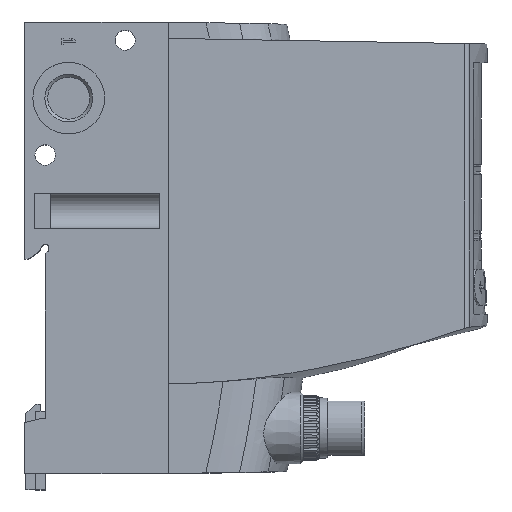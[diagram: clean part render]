
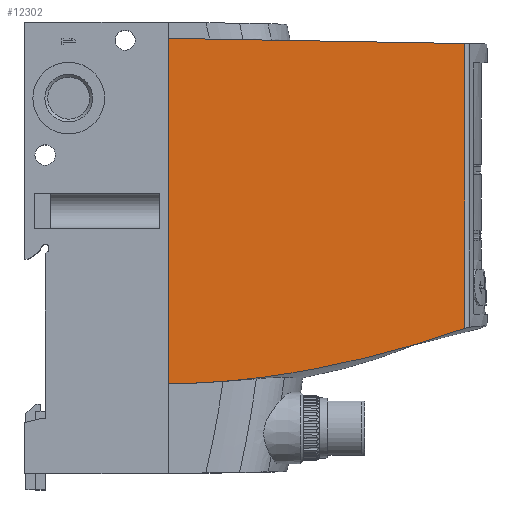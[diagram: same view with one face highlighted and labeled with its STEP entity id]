
A CAD part, top view. The second image highlights one B-rep face of the part: STEP entity #12302.
In plain terms, the highlighted planar face has unit normal (0.018, 0, 1).
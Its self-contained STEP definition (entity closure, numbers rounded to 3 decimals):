
#347=B_SPLINE_CURVE_WITH_KNOTS('',3,(#17341,#17342,#17343,#17344,#17345,
#17346),.UNSPECIFIED.,.F.,.F.,(4,1,1,4),(0.,0.015,
0.031,0.062),.UNSPECIFIED.);
#1244=ORIENTED_EDGE('',*,*,#3823,.T.);
#1245=ORIENTED_EDGE('',*,*,#3824,.T.);
#1246=ORIENTED_EDGE('',*,*,#3825,.F.);
#1247=ORIENTED_EDGE('',*,*,#3826,.T.);
#3823=EDGE_CURVE('',#5083,#5084,#5783,.T.);
#3824=EDGE_CURVE('',#5084,#5085,#5784,.T.);
#3825=EDGE_CURVE('',#5086,#5085,#5785,.T.);
#3826=EDGE_CURVE('',#5086,#5083,#347,.T.);
#5083=VERTEX_POINT('',#17335);
#5084=VERTEX_POINT('',#17336);
#5085=VERTEX_POINT('',#17338);
#5086=VERTEX_POINT('',#17340);
#5783=LINE('',#17334,#6464);
#5784=LINE('',#17337,#6465);
#5785=LINE('',#17339,#6466);
#6464=VECTOR('',#14021,1000.);
#6465=VECTOR('',#14022,1000.);
#6466=VECTOR('',#14023,1000.);
#7187=EDGE_LOOP('',(#1244,#1245,#1246,#1247));
#7803=FACE_BOUND('',#7187,.T.);
#8363=PLANE('',#12928);
#12302=ADVANCED_FACE('',(#7803),#8363,.T.);
#12928=AXIS2_PLACEMENT_3D('',#17333,#14019,#14020);
#14019=DIRECTION('',(0.017,0.,1.));
#14020=DIRECTION('',(1.,0.,-0.017));
#14021=DIRECTION('',(0.,1.,0.));
#14022=DIRECTION('',(-1.,0.017,0.017));
#14023=DIRECTION('',(0.,1.,0.));
#17333=CARTESIAN_POINT('',(29.3,16.668,20.5));
#17334=CARTESIAN_POINT('',(89.649,16.668,19.447));
#17335=CARTESIAN_POINT('',(89.649,29.584,19.447));
#17336=CARTESIAN_POINT('',(89.649,87.615,19.447));
#17337=CARTESIAN_POINT('',(30.556,88.646,20.478));
#17338=CARTESIAN_POINT('',(29.3,88.668,20.5));
#17339=CARTESIAN_POINT('',(29.3,16.668,20.5));
#17340=CARTESIAN_POINT('',(29.3,18.339,20.5));
#17341=CARTESIAN_POINT('',(29.3,18.339,20.5));
#17342=CARTESIAN_POINT('',(34.457,18.324,20.41));
#17343=CARTESIAN_POINT('',(44.727,18.935,20.231));
#17344=CARTESIAN_POINT('',(65.106,22.105,19.875));
#17345=CARTESIAN_POINT('',(79.929,26.173,19.616));
#17346=CARTESIAN_POINT('',(89.649,29.584,19.447));
